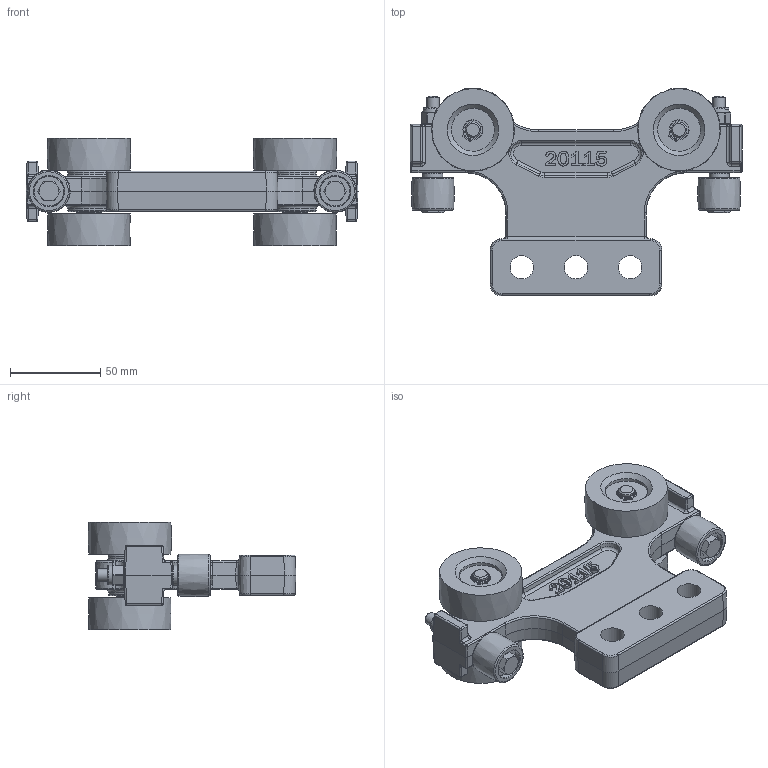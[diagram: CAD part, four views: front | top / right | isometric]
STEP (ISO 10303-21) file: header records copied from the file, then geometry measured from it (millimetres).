
FILE_DESCRIPTION((''),'2;1');
FILE_NAME('20115 ETA-4-5 THREE HOLE MOUNT LOAD TROLLEY.stp','2010-12-10T11:36:08',('jholman'),(''),'Autodesk Inventor 2009','Autodesk Inventor 2009','');
FILE_SCHEMA(('AUTOMOTIVE_DESIGN { 1 0 10303 214 1 1 1 1 }'));
Length unit declared in the file: inch
Products named in the file (16): 20115; 59801M; 59801_1; 3D11N9B4B; 3D11N7B4C; 3D11V6B4B; 3D11D6B4A; 3D11F6B4A; 3D1185B4B; 3D11SWF4A; 3D11QWF4A; 3D11RWF4A; 3D11TWF4A; 3D11UWF4A; 3D110XF4B; 3D11Q9B4A
Assembly tree (27 placements, depth 3):
  20115
    59801M
      59801_1
    3D11N9B4B  x4
      3D11N7B4C
      3D11V6B4B
    3D11D6B4A  x4
    3D11F6B4A  x2
    3D1185B4B  x2
    3D11SWF4A  x2
      3D11QWF4A
      3D11RWF4A
      3D11TWF4A
      3D11UWF4A
    3D110XF4B  x2
    3D11Q9B4A  x2
Bounding box: 184.15 x 115.2 x 59.84 mm (x, y, z)
Volume: 315140.9 mm3; surface area: 97258.4 mm2
Topology: 31 solids, 31 shells, 1153 faces, 2695 edges, 1646 vertices
Faces by surface type: plane 433, bspline 278, cylinder 272, cone 84, torus 66, sphere 20
Full cylindrical faces by diameter (mm): 6.909 x2, 7 x4, 7.036 x2, 7.099 x2, 7.137 x2, 10.249 x2, 11.176 x2, 12 x2, 15.011 x2, 16.866 x4, 16.993 x4, 17 x4, 23.813 x8, 28.6 x8
Entity records: 28553 total; most frequent: CARTESIAN_POINT 9834, ORIENTED_EDGE 3728, DIRECTION 3652, EDGE_CURVE 1864, AXIS2_PLACEMENT_3D 1313, VERTEX_POINT 1174, VECTOR 1026, LINE 1026
